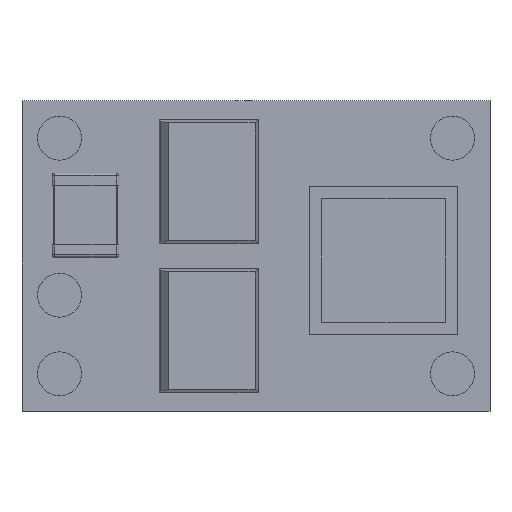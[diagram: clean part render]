
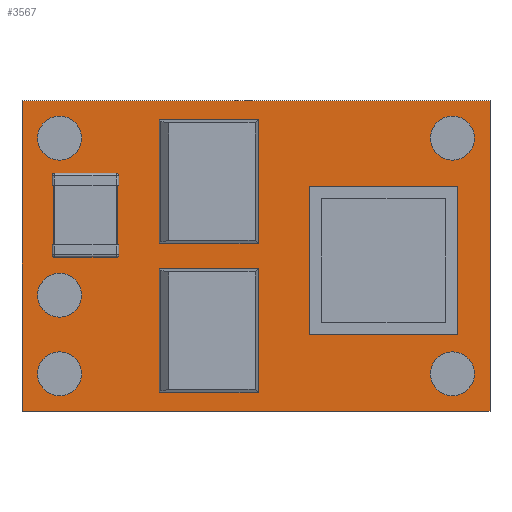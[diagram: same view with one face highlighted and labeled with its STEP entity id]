
A CAD part, top view. The second image highlights one B-rep face of the part: STEP entity #3567.
In plain terms, the highlighted planar face has unit normal (0, 0, 1).
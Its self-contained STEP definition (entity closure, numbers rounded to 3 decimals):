
#3437=CARTESIAN_POINT('',(9.46,6.285,2.6));
#3438=VERTEX_POINT('',#3437);
#3439=CARTESIAN_POINT('',(9.46,-6.285,2.6));
#3440=VERTEX_POINT('',#3439);
#3441=CARTESIAN_POINT('',(9.46,6.285,2.6));
#3442=DIRECTION('',(0.0,-1.0,0.0));
#3443=VECTOR('',#3442,12.57);
#3444=LINE('',#3441,#3443);
#3445=EDGE_CURVE('',#3438,#3440,#3444,.T.);
#3477=CARTESIAN_POINT('',(-9.46,-6.285,2.6));
#3478=VERTEX_POINT('',#3477);
#3479=CARTESIAN_POINT('',(9.46,-6.285,2.6));
#3480=DIRECTION('',(-1.0,0.0,0.0));
#3481=VECTOR('',#3480,18.92);
#3482=LINE('',#3479,#3481);
#3483=EDGE_CURVE('',#3440,#3478,#3482,.T.);
#3508=CARTESIAN_POINT('',(-9.46,6.285,2.6));
#3509=VERTEX_POINT('',#3508);
#3510=CARTESIAN_POINT('',(-9.46,-6.285,2.6));
#3511=DIRECTION('',(0.0,1.0,0.0));
#3512=VECTOR('',#3511,12.57);
#3513=LINE('',#3510,#3512);
#3514=EDGE_CURVE('',#3478,#3509,#3513,.T.);
#3539=CARTESIAN_POINT('',(-9.46,6.285,2.6));
#3540=DIRECTION('',(1.0,0.0,0.0));
#3541=VECTOR('',#3540,18.92);
#3542=LINE('',#3539,#3541);
#3543=EDGE_CURVE('',#3509,#3438,#3542,.T.);
#3556=CARTESIAN_POINT('',(0.,0.,2.6));
#3557=DIRECTION('',(0.0,0.0,1.0));
#3558=DIRECTION('',(1.0,0.0,0.0));
#3559=AXIS2_PLACEMENT_3D('',#3556,#3557,#3558);
#3560=PLANE('',#3559);
#3561=ORIENTED_EDGE('',*,*,#3445,.F.);
#3562=ORIENTED_EDGE('',*,*,#3543,.F.);
#3563=ORIENTED_EDGE('',*,*,#3514,.F.);
#3564=ORIENTED_EDGE('',*,*,#3483,.F.);
#3565=EDGE_LOOP('',(#3561,#3562,#3563,#3564));
#3566=FACE_OUTER_BOUND('',#3565,.T.);
#3567=ADVANCED_FACE('',(#3566),#3560,.T.);
